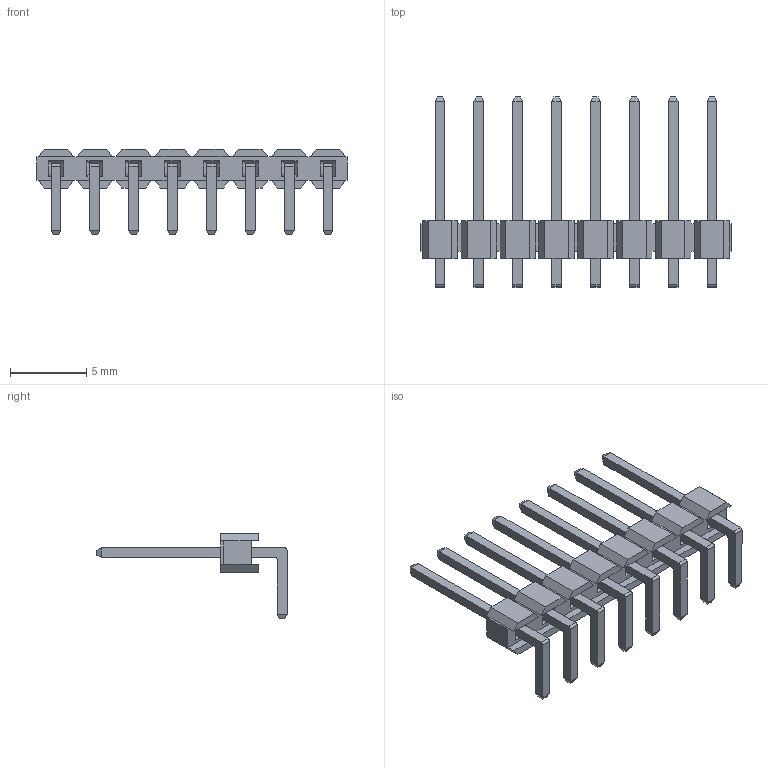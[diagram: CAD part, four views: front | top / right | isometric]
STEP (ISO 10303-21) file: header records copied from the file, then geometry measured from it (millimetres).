
FILE_DESCRIPTION (( 'STEP AP203' ), '1' );
FILE_NAME ('_ _ _C008SGAN-M71RC.STEP', '2017-07-28T05:57:29', ( 'LUANN HERRING' ), ( 'SULLINS' ), 'SwSTEP 2.0', 'SolidWorks 2016', '' );
FILE_SCHEMA (( 'CONFIG_CONTROL_DESIGN' ));
Length unit declared in the file: inch
Products named in the file (2): _ _ _C008SGAN-M71RC
Bounding box: 20.32 x 12.42 x 5.59 mm (x, y, z)
Volume: 146.5 mm3; surface area: 609.3 mm2
Topology: 9 solids, 9 shells, 342 faces, 812 edges, 488 vertices
Faces by surface type: plane 326, cylinder 16
Entity records: 9641 total; most frequent: CARTESIAN_POINT 1644, ORIENTED_EDGE 1624, DIRECTION 1532, EDGE_CURVE 812, VECTOR 780, LINE 780, VERTEX_POINT 488, AXIS2_PLACEMENT_3D 376
